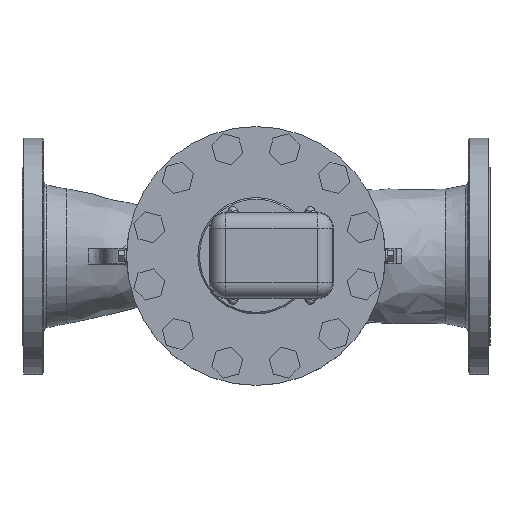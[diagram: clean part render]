
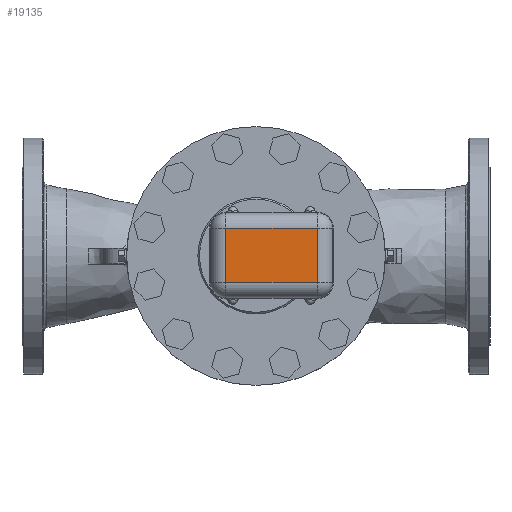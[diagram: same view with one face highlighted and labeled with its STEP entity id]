
A CAD part, top view. The second image highlights one B-rep face of the part: STEP entity #19135.
In plain terms, the highlighted planar face has unit normal (0, 0, 1).
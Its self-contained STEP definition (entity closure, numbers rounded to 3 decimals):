
#911=PLANE('',#20480);
#1670=LINE('',#35881,#3197);
#1672=LINE('',#35889,#3199);
#1674=LINE('',#35897,#3201);
#1676=LINE('',#35908,#3203);
#3197=VECTOR('',#22873,70.);
#3199=VECTOR('',#22881,118.);
#3201=VECTOR('',#22889,70.);
#3203=VECTOR('',#22905,118.);
#4800=FACE_OUTER_BOUND('',#6088,.T.);
#6088=EDGE_LOOP('',(#14261,#14262,#14263,#14264));
#8970=VERTEX_POINT('',#35878);
#8971=VERTEX_POINT('',#35880);
#8974=VERTEX_POINT('',#35888);
#8977=VERTEX_POINT('',#35896);
#10997=EDGE_CURVE('',#8970,#8971,#1670,.T.);
#11001=EDGE_CURVE('',#8971,#8974,#1672,.T.);
#11005=EDGE_CURVE('',#8974,#8977,#1674,.T.);
#11011=EDGE_CURVE('',#8977,#8970,#1676,.T.);
#14261=ORIENTED_EDGE('',*,*,#10997,.F.);
#14262=ORIENTED_EDGE('',*,*,#11011,.F.);
#14263=ORIENTED_EDGE('',*,*,#11005,.F.);
#14264=ORIENTED_EDGE('',*,*,#11001,.F.);
#19135=ADVANCED_FACE('',(#4800),#911,.T.);
#20480=AXIS2_PLACEMENT_3D('',#35934,#22936,#22937);
#22873=DIRECTION('',(0.,-1.,0.));
#22881=DIRECTION('',(-1.,0.,0.));
#22889=DIRECTION('',(0.,1.,0.));
#22905=DIRECTION('',(1.,0.,0.));
#22936=DIRECTION('center_axis',(0.,0.,
1.));
#22937=DIRECTION('ref_axis',(1.,0.,0.));
#35878=CARTESIAN_POINT('',(79.,35.,755.));
#35880=CARTESIAN_POINT('',(79.,-35.,755.));
#35881=CARTESIAN_POINT('',(79.,17.5,755.));
#35888=CARTESIAN_POINT('',(-39.,-35.,755.));
#35889=CARTESIAN_POINT('',(49.5,-35.,755.));
#35896=CARTESIAN_POINT('',(-39.,35.,755.));
#35897=CARTESIAN_POINT('',(-39.,-17.5,755.));
#35908=CARTESIAN_POINT('',(-9.5,35.,755.));
#35934=CARTESIAN_POINT('Origin',(20.,0.,755.));
